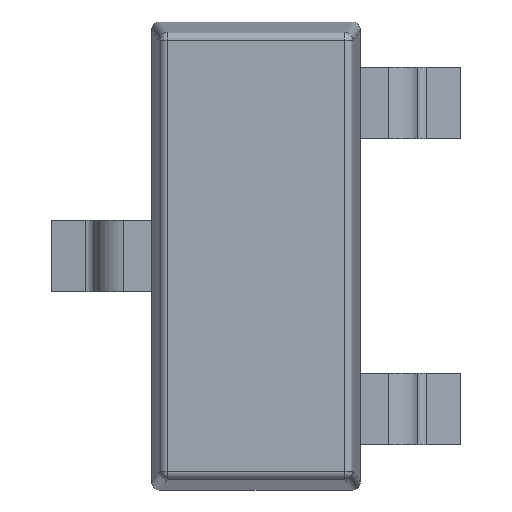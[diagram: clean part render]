
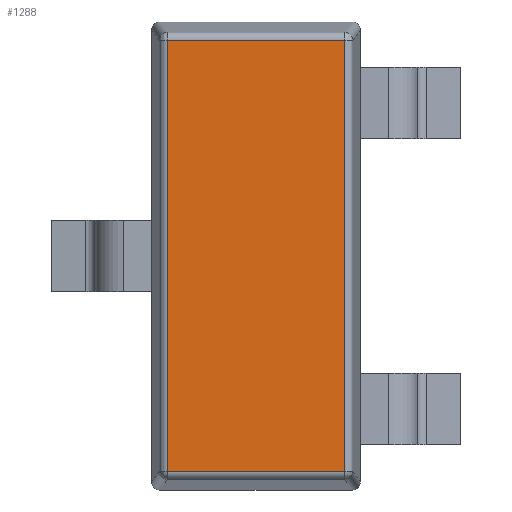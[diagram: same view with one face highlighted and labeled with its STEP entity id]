
A CAD part, top view. The second image highlights one B-rep face of the part: STEP entity #1288.
In plain terms, the highlighted planar face has unit normal (0, 0, 1).
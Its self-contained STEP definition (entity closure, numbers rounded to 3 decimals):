
#45 = EDGE_CURVE ( 'NONE', #1002, #3213, #1504, .T. ) ;
#89 = ORIENTED_EDGE ( 'NONE', *, *, #3230, .F. ) ;
#116 = VERTEX_POINT ( 'NONE', #1066 ) ;
#139 = CARTESIAN_POINT ( 'NONE',  ( -0.325, 1.345, 0.987 ) ) ;
#262 = FACE_OUTER_BOUND ( 'NONE', #898, .T. ) ;
#296 = PLANE ( 'NONE',  #946 ) ;
#419 = ORIENTED_EDGE ( 'NONE', *, *, #792, .T. ) ;
#463 = CARTESIAN_POINT ( 'NONE',  ( 0.553, 1.345, 0.987 ) ) ;
#515 = DIRECTION ( 'NONE',  ( 0., 0., 1. ) ) ;
#529 = LINE ( 'NONE', #139, #2687 ) ;
#583 = VECTOR ( 'NONE', #1697, 1000. ) ;
#721 = VECTOR ( 'NONE', #3367, 1000. ) ;
#792 = EDGE_CURVE ( 'NONE', #1868, #3213, #2339, .T. ) ;
#806 = CARTESIAN_POINT ( 'NONE',  ( 0., -1.345, 0.987 ) ) ;
#898 = EDGE_LOOP ( 'NONE', ( #2132, #419, #1642, #89 ) ) ;
#945 = DIRECTION ( 'NONE',  ( 1., 0., 0. ) ) ;
#946 = AXIS2_PLACEMENT_3D ( 'NONE', #3214, #515, #2502 ) ;
#1002 = VERTEX_POINT ( 'NONE', #463 ) ;
#1066 = CARTESIAN_POINT ( 'NONE',  ( -0.553, 1.345, 0.987 ) ) ;
#1288 = ADVANCED_FACE ( 'NONE', ( #262 ), #296, .T. ) ;
#1304 = CARTESIAN_POINT ( 'NONE',  ( -0.553, -1.345, 0.987 ) ) ;
#1504 = LINE ( 'NONE', #1753, #583 ) ;
#1642 = ORIENTED_EDGE ( 'NONE', *, *, #45, .F. ) ;
#1697 = DIRECTION ( 'NONE',  ( 0., -1., 0. ) ) ;
#1753 = CARTESIAN_POINT ( 'NONE',  ( 0.553, 1.46, 0.987 ) ) ;
#1862 = DIRECTION ( 'NONE',  ( 1., 0., 0. ) ) ;
#1868 = VERTEX_POINT ( 'NONE', #1304 ) ;
#1931 = LINE ( 'NONE', #2851, #721 ) ;
#2029 = VECTOR ( 'NONE', #1862, 1000. ) ;
#2132 = ORIENTED_EDGE ( 'NONE', *, *, #2956, .F. ) ;
#2339 = LINE ( 'NONE', #806, #2029 ) ;
#2502 = DIRECTION ( 'NONE',  ( -1., 0., 0. ) ) ;
#2687 = VECTOR ( 'NONE', #945, 1000. ) ;
#2759 = CARTESIAN_POINT ( 'NONE',  ( 0.553, -1.345, 0.987 ) ) ;
#2851 = CARTESIAN_POINT ( 'NONE',  ( -0.553, 1.46, 0.987 ) ) ;
#2956 = EDGE_CURVE ( 'NONE', #1868, #116, #1931, .T. ) ;
#3213 = VERTEX_POINT ( 'NONE', #2759 ) ;
#3214 = CARTESIAN_POINT ( 'NONE',  ( 0., 1.46, 0.987 ) ) ;
#3230 = EDGE_CURVE ( 'NONE', #116, #1002, #529, .T. ) ;
#3367 = DIRECTION ( 'NONE',  ( 0., 1., 0. ) ) ;
